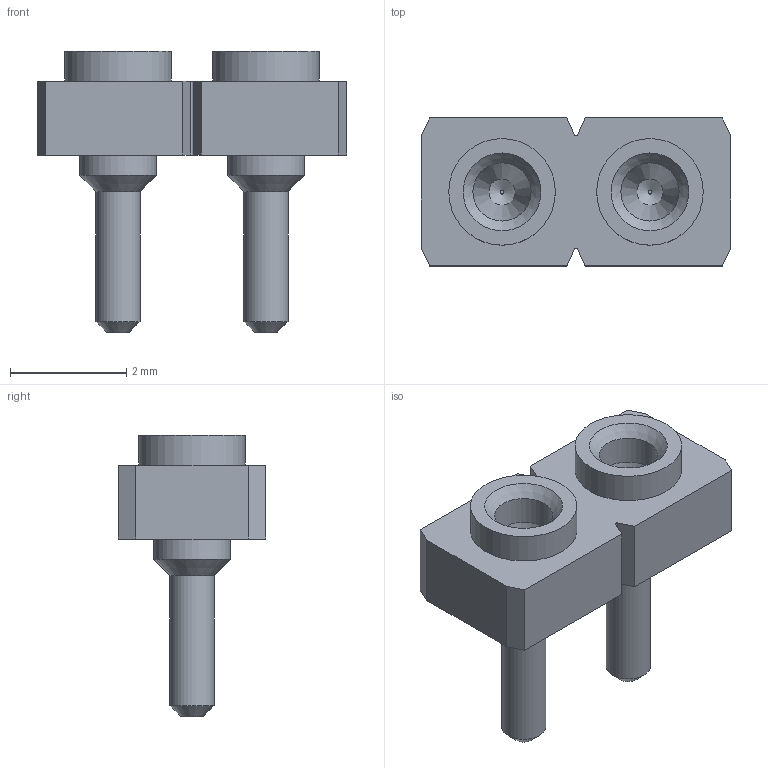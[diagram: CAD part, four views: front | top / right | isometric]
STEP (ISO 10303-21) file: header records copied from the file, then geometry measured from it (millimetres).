
FILE_DESCRIPTION(('STEP AP214'), '1');
FILE_NAME('SL-105-TT-12', '2017-07-15T12:48:31', ('Nobody'), (''), 'ASCON STEP Converter 1.3', 'ASCON Math Kernel', '');
FILE_SCHEMA(('AUTOMOTIVE_DESIGN { 1 0 10303 214 3 1 1}'));
Length unit declared in the file: millimetre
Assembly tree (2 placements, depth 2):
  (unnamed)
    (unnamed)  x2
Bounding box: 5.31 x 2.54 x 4.83 mm (x, y, z)
Volume: 19.9 mm3; surface area: 113.5 mm2
Topology: 3 solids, 3 shells, 60 faces, 120 edges, 74 vertices
Faces by surface type: plane 28, cylinder 18, cone 14
Full cylindrical faces by diameter (mm): 0.55 x2, 0.76 x2, 1 x4, 1.32 x6, 1.83 x2
Entity records: 1461 total; most frequent: DIRECTION 184, CARTESIAN_POINT 169, ORIENTED_EDGE 142, EDGE_CURVE 71, AXIS2_PLACEMENT_3D 70, EDGE_LOOP 64, VERTEX_POINT 55, LINE 44
